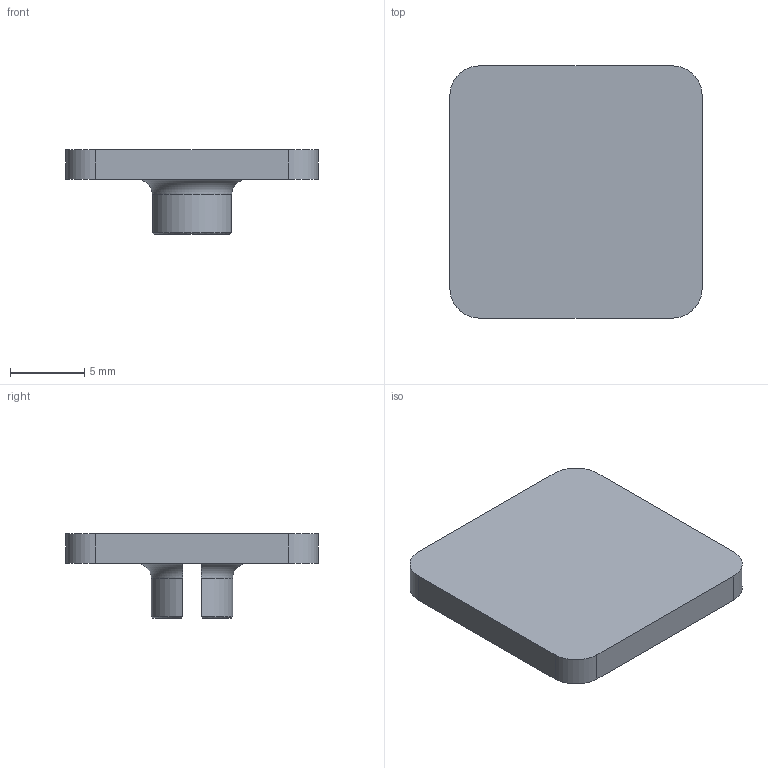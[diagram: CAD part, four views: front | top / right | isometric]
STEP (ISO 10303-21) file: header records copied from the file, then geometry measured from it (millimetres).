
FILE_DESCRIPTION (( 'STEP AP203' ), '1' );
FILE_NAME ('Flat-Keycap-MX-Stem.STEP', '2022-02-05T08:23:51', ( '' ), ( '' ), 'SwSTEP 2.0', 'SolidWorks 2020', '' );
FILE_SCHEMA (( 'CONFIG_CONTROL_DESIGN' ));
Length unit declared in the file: millimetre
Products named in the file (1): Flat-Keycap-MX-Stem
Bounding box: 17 x 17 x 5.7 mm (x, y, z)
Volume: 621.3 mm3; surface area: 813.1 mm2
Topology: 1 solids, 1 shells, 50 faces, 125 edges, 78 vertices
Faces by surface type: plane 29, cylinder 13, cone 6, torus 2
Entity records: 1580 total; most frequent: CARTESIAN_POINT 298, DIRECTION 253, ORIENTED_EDGE 250, EDGE_CURVE 125, AXIS2_PLACEMENT_3D 85, LINE 83, VECTOR 83, VERTEX_POINT 78
